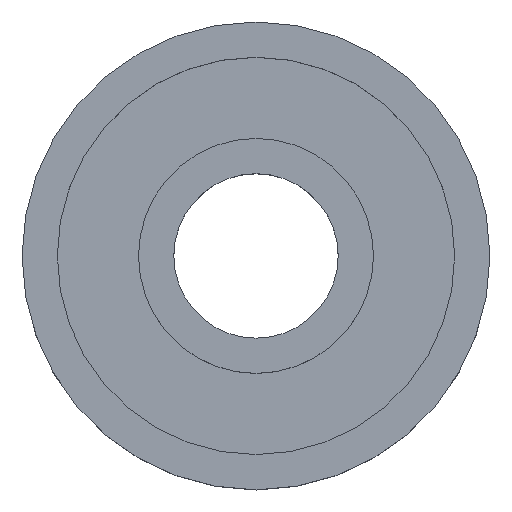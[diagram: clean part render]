
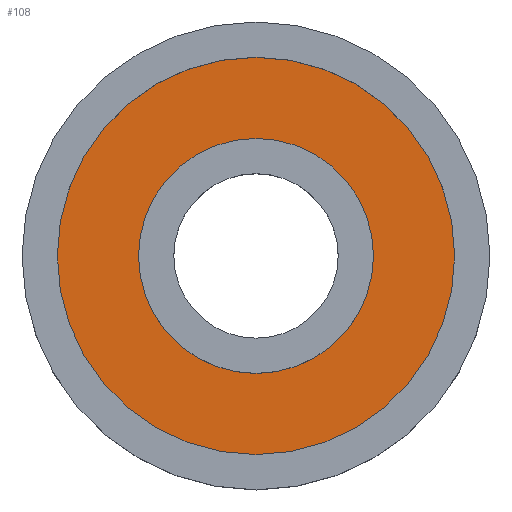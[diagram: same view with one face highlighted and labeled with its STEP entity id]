
A CAD part, top view. The second image highlights one B-rep face of the part: STEP entity #108.
In plain terms, the highlighted planar face has unit normal (0, 0, 1).
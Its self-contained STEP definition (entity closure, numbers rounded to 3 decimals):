
#26=FACE_BOUND('',#39,.T.);
#30=FACE_OUTER_BOUND('',#38,.T.);
#38=EDGE_LOOP('',(#78));
#39=EDGE_LOOP('',(#79));
#50=CIRCLE('',#131,3.383);
#51=CIRCLE('',#132,2.);
#58=VERTEX_POINT('',#186);
#59=VERTEX_POINT('',#188);
#66=EDGE_CURVE('',#58,#58,#50,.T.);
#67=EDGE_CURVE('',#59,#59,#51,.T.);
#78=ORIENTED_EDGE('',*,*,#66,.F.);
#79=ORIENTED_EDGE('',*,*,#67,.F.);
#102=PLANE('',#130);
#108=ADVANCED_FACE('',(#30,#26),#102,.T.);
#130=AXIS2_PLACEMENT_3D('',#185,#148,#149);
#131=AXIS2_PLACEMENT_3D('',#187,#150,#151);
#132=AXIS2_PLACEMENT_3D('',#189,#152,#153);
#148=DIRECTION('center_axis',(0.,0.,1.));
#149=DIRECTION('ref_axis',(1.,0.,0.));
#150=DIRECTION('center_axis',(0.,0.,-1.));
#151=DIRECTION('ref_axis',(1.,0.,0.));
#152=DIRECTION('center_axis',(0.,0.,1.));
#153=DIRECTION('ref_axis',(1.,0.,0.));
#185=CARTESIAN_POINT('Origin',(6.932,46.416,15.763));
#186=CARTESIAN_POINT('',(3.549,46.416,15.763));
#187=CARTESIAN_POINT('Origin',(6.932,46.416,15.763));
#188=CARTESIAN_POINT('',(4.932,46.416,15.763));
#189=CARTESIAN_POINT('Origin',(6.932,46.416,15.763));
